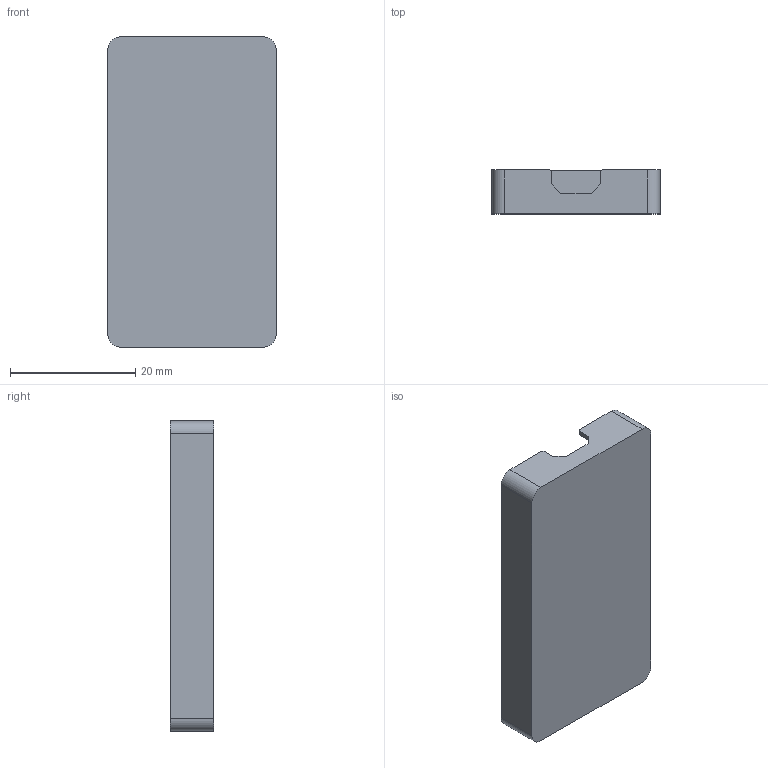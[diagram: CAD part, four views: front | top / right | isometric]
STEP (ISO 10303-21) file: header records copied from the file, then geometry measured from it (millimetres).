
FILE_DESCRIPTION(/* description */ (''),/* implementation_level */ '2;1');
FILE_NAME(/* name */ 'ESP8266 v3.step',/* time_stamp */ '2019-10-15T21:11:16-06:00',/* author */ (''),/* organization */ (''),/* preprocessor_version */ 'ST-DEVELOPER v18',/* originating_system */ 'Autodesk Translation Framework v8.6.0.1094',/* authorisation */ '');
FILE_SCHEMA (('AUTOMOTIVE_DESIGN { 1 0 10303 214 3 1 1 }'));
Length unit declared in the file: millimetre
Products named in the file (1): ESP8266
Bounding box: 26.9 x 7 x 49.6 mm (x, y, z)
Volume: 2688.9 mm3; surface area: 4576.2 mm2
Topology: 1 solids, 1 shells, 38 faces, 92 edges, 60 vertices
Faces by surface type: plane 22, cylinder 12, cone 4
Full cylindrical faces by diameter (mm): 2.8 x4
Entity records: 1145 total; most frequent: DIRECTION 198, CARTESIAN_POINT 191, ORIENTED_EDGE 184, EDGE_CURVE 92, AXIS2_PLACEMENT_3D 67, LINE 64, VECTOR 64, VERTEX_POINT 60
